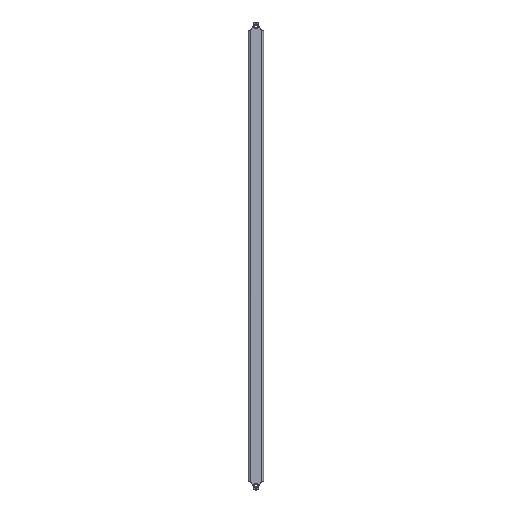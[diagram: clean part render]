
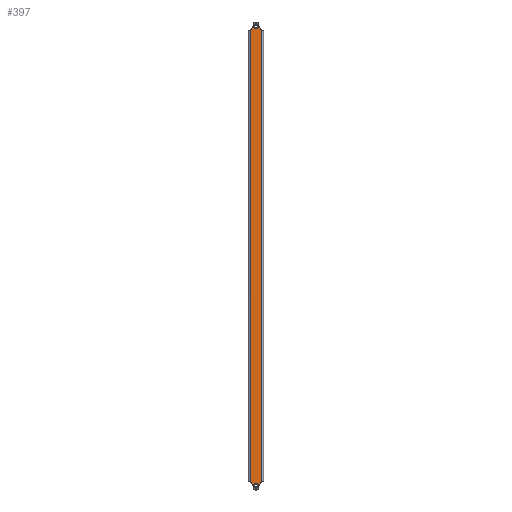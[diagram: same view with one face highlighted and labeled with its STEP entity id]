
A CAD part, left-side view. The second image highlights one B-rep face of the part: STEP entity #397.
In plain terms, the highlighted planar face has unit normal (-1, 0, 0).
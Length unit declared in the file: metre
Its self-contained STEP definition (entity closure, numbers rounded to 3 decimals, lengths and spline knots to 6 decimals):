
#397 = ADVANCED_FACE( '', ( #839, #840, #841 ), #842, .T. );
#839 = FACE_BOUND( '', #1283, .T. );
#840 = FACE_BOUND( '', #1284, .T. );
#841 = FACE_OUTER_BOUND( '', #1285, .T. );
#842 = PLANE( '', #1286 );
#1283 = EDGE_LOOP( '', ( #2401 ) );
#1284 = EDGE_LOOP( '', ( #2402 ) );
#1285 = EDGE_LOOP( '', ( #2403, #2404, #2405, #2406, #2407, #2408, #2409, #2410, #2411, #2412, #2413, #2414, #2415, #2416, #2417, #2418 ) );
#1286 = AXIS2_PLACEMENT_3D( '', #2419, #2420, #2421 );
#2401 = ORIENTED_EDGE( '', *, *, #2762, .T. );
#2402 = ORIENTED_EDGE( '', *, *, #2922, .F. );
#2403 = ORIENTED_EDGE( '', *, *, #2925, .T. );
#2404 = ORIENTED_EDGE( '', *, *, #2486, .T. );
#2405 = ORIENTED_EDGE( '', *, *, #2599, .F. );
#2406 = ORIENTED_EDGE( '', *, *, #2623, .F. );
#2407 = ORIENTED_EDGE( '', *, *, #2500, .T. );
#2408 = ORIENTED_EDGE( '', *, *, #2846, .F. );
#2409 = ORIENTED_EDGE( '', *, *, #2768, .T. );
#2410 = ORIENTED_EDGE( '', *, *, #2897, .T. );
#2411 = ORIENTED_EDGE( '', *, *, #2679, .T. );
#2412 = ORIENTED_EDGE( '', *, *, #2647, .T. );
#2413 = ORIENTED_EDGE( '', *, *, #2801, .F. );
#2414 = ORIENTED_EDGE( '', *, *, #2913, .T. );
#2415 = ORIENTED_EDGE( '', *, *, #2775, .F. );
#2416 = ORIENTED_EDGE( '', *, *, #2724, .T. );
#2417 = ORIENTED_EDGE( '', *, *, #2848, .T. );
#2418 = ORIENTED_EDGE( '', *, *, #2654, .T. );
#2419 = CARTESIAN_POINT( '', ( -0.125749, -2.55602, 0.366259 ) );
#2420 = DIRECTION( '', ( -1., 0., 0. ) );
#2421 = DIRECTION( '', ( 0., 0., 1. ) );
#2486 = EDGE_CURVE( '', #2949, #2947, #2950, .F. );
#2500 = EDGE_CURVE( '', #2974, #2972, #2975, .T. );
#2599 = EDGE_CURVE( '', #3148, #2947, #3149, .F. );
#2623 = EDGE_CURVE( '', #2974, #3148, #3186, .F. );
#2647 = EDGE_CURVE( '', #3226, #3224, #3227, .F. );
#2654 = EDGE_CURVE( '', #3239, #3237, #3240, .F. );
#2679 = EDGE_CURVE( '', #3274, #3226, #3275, .T. );
#2724 = EDGE_CURVE( '', #3348, #3346, #3349, .F. );
#2762 = EDGE_CURVE( '', #3405, #3405, #3406, .T. );
#2768 = EDGE_CURVE( '', #3413, #3411, #3414, .T. );
#2775 = EDGE_CURVE( '', #3348, #3423, #3424, .T. );
#2801 = EDGE_CURVE( '', #3459, #3224, #3460, .T. );
#2846 = EDGE_CURVE( '', #3413, #2972, #3521, .F. );
#2848 = EDGE_CURVE( '', #3346, #3239, #3523, .F. );
#2897 = EDGE_CURVE( '', #3411, #3274, #3584, .F. );
#2913 = EDGE_CURVE( '', #3459, #3423, #3600, .F. );
#2922 = EDGE_CURVE( '', #3609, #3609, #3610, .T. );
#2925 = EDGE_CURVE( '', #3237, #2949, #3613, .F. );
#2947 = VERTEX_POINT( '', #3639 );
#2949 = VERTEX_POINT( '', #3642 );
#2950 = CIRCLE( '', #3643, 0.00508 );
#2972 = VERTEX_POINT( '', #3678 );
#2974 = VERTEX_POINT( '', #3681 );
#2975 = LINE( '', #3682, #3683 );
#3148 = VERTEX_POINT( '', #3929 );
#3149 = LINE( '', #3930, #3931 );
#3186 = CIRCLE( '', #4004, 0.00762 );
#3224 = VERTEX_POINT( '', #4051 );
#3226 = VERTEX_POINT( '', #4054 );
#3227 = CIRCLE( '', #4055, 0.00508 );
#3237 = VERTEX_POINT( '', #4076 );
#3239 = VERTEX_POINT( '', #4087 );
#3240 = CIRCLE( '', #4088, 0.00508 );
#3274 = VERTEX_POINT( '', #4131 );
#3275 = LINE( '', #4132, #4133 );
#3346 = VERTEX_POINT( '', #4232 );
#3348 = VERTEX_POINT( '', #4235 );
#3349 = CIRCLE( '', #4236, 0.00762 );
#3405 = VERTEX_POINT( '', #4318 );
#3406 = CIRCLE( '', #4319, 0.00762 );
#3411 = VERTEX_POINT( '', #4325 );
#3413 = VERTEX_POINT( '', #4328 );
#3414 = LINE( '', #4329, #4330 );
#3423 = VERTEX_POINT( '', #4343 );
#3424 = LINE( '', #4344, #4345 );
#3459 = VERTEX_POINT( '', #4406 );
#3460 = LINE( '', #4407, #4408 );
#3521 = CIRCLE( '', #4493, 0.00762 );
#3523 = LINE( '', #4495, #4496 );
#3584 = CIRCLE( '', #4577, 0.00508 );
#3600 = CIRCLE( '', #4598, 0.00762 );
#3609 = VERTEX_POINT( '', #4616 );
#3610 = CIRCLE( '', #4617, 0.00762 );
#3613 = LINE( '', #4620, #4621 );
#3639 = CARTESIAN_POINT( '', ( -0.125749, -2.530331, 0.401225 ) );
#3642 = CARTESIAN_POINT( '', ( -0.125749, -2.529032, 0.403061 ) );
#3643 = AXIS2_PLACEMENT_3D( '', #4638, #4639, #4640 );
#3678 = CARTESIAN_POINT( '', ( -0.125749, -2.54517, 0.378961 ) );
#3681 = CARTESIAN_POINT( '', ( -0.125749, -2.544645, 0.378961 ) );
#3682 = CARTESIAN_POINT( '', ( -0.125749, -2.55602, 0.378961 ) );
#3683 = VECTOR( '', #4658, 1. );
#3929 = CARTESIAN_POINT( '', ( -0.125749, -2.537605, 0.383665 ) );
#3930 = CARTESIAN_POINT( '', ( -0.125749, -2.541965, 0.37314 ) );
#3931 = VECTOR( '', #4804, 1. );
#4004 = AXIS2_PLACEMENT_3D( '', #4835, #4836, #4837 );
#4051 = CARTESIAN_POINT( '', ( -0.125749, -2.559483, 1.728297 ) );
#4054 = CARTESIAN_POINT( '', ( -0.125749, -2.560782, 1.726462 ) );
#4055 = AXIS2_PLACEMENT_3D( '', #4869, #4870, #4871 );
#4076 = CARTESIAN_POINT( '', ( -0.125749, -2.529032, 1.726462 ) );
#4087 = CARTESIAN_POINT( '', ( -0.125749, -2.530331, 1.728297 ) );
#4088 = AXIS2_PLACEMENT_3D( '', #4877, #4878, #4879 );
#4131 = CARTESIAN_POINT( '', ( -0.125749, -2.560782, 0.403061 ) );
#4132 = CARTESIAN_POINT( '', ( -0.125749, -2.560782, 1.725161 ) );
#4133 = VECTOR( '', #4910, 1. );
#4232 = CARTESIAN_POINT( '', ( -0.125749, -2.537605, 1.745857 ) );
#4235 = CARTESIAN_POINT( '', ( -0.125749, -2.544645, 1.750561 ) );
#4236 = AXIS2_PLACEMENT_3D( '', #4970, #4971, #4972 );
#4318 = CARTESIAN_POINT( '', ( -0.125749, -2.544907, 0.384041 ) );
#4319 = AXIS2_PLACEMENT_3D( '', #5020, #5021, #5022 );
#4325 = CARTESIAN_POINT( '', ( -0.125749, -2.559483, 0.401225 ) );
#4328 = CARTESIAN_POINT( '', ( -0.125749, -2.55221, 0.383665 ) );
#4329 = CARTESIAN_POINT( '', ( -0.125749, -2.551104, 0.380997 ) );
#4330 = VECTOR( '', #5028, 1. );
#4343 = CARTESIAN_POINT( '', ( -0.125749, -2.54517, 1.750561 ) );
#4344 = CARTESIAN_POINT( '', ( -0.125749, -2.55602, 1.750561 ) );
#4345 = VECTOR( '', #5033, 1. );
#4406 = CARTESIAN_POINT( '', ( -0.125749, -2.55221, 1.745857 ) );
#4407 = CARTESIAN_POINT( '', ( -0.125749, -2.551104, 1.748525 ) );
#4408 = VECTOR( '', #5063, 1. );
#4493 = AXIS2_PLACEMENT_3D( '', #5121, #5122, #5123 );
#4495 = CARTESIAN_POINT( '', ( -0.125749, -2.541965, 1.756383 ) );
#4496 = VECTOR( '', #5124, 1. );
#4577 = AXIS2_PLACEMENT_3D( '', #5199, #5200, #5201 );
#4598 = AXIS2_PLACEMENT_3D( '', #5207, #5208, #5209 );
#4616 = CARTESIAN_POINT( '', ( -0.125749, -2.544907, 1.745481 ) );
#4617 = AXIS2_PLACEMENT_3D( '', #5210, #5211, #5212 );
#4620 = CARTESIAN_POINT( '', ( -0.125749, -2.529032, 0.366259 ) );
#4621 = VECTOR( '', #5213, 1. );
#4638 = CARTESIAN_POINT( '', ( -0.125749, -2.525638, 0.399281 ) );
#4639 = DIRECTION( '', ( -1., 0., 0. ) );
#4640 = DIRECTION( '', ( 0., 0., 1. ) );
#4658 = DIRECTION( '', ( 0., -1., 0. ) );
#4804 = DIRECTION( '', ( 0., -0.383, -0.924 ) );
#4835 = CARTESIAN_POINT( '', ( -0.125749, -2.544645, 0.386581 ) );
#4836 = DIRECTION( '', ( -1., 0., 0. ) );
#4837 = DIRECTION( '', ( 0., 0., 1. ) );
#4869 = CARTESIAN_POINT( '', ( -0.125749, -2.564177, 1.730241 ) );
#4870 = DIRECTION( '', ( -1., 0., 0. ) );
#4871 = DIRECTION( '', ( 0., 0., 1. ) );
#4877 = CARTESIAN_POINT( '', ( -0.125749, -2.525638, 1.730241 ) );
#4878 = DIRECTION( '', ( -1., 0., 0. ) );
#4879 = DIRECTION( '', ( 0., 0., 1. ) );
#4910 = DIRECTION( '', ( 0., 0., 1. ) );
#4970 = CARTESIAN_POINT( '', ( -0.125749, -2.544645, 1.742941 ) );
#4971 = DIRECTION( '', ( 1., 0., 0. ) );
#4972 = DIRECTION( '', ( 0., 0., -1. ) );
#5020 = CARTESIAN_POINT( '', ( -0.125749, -2.544907, 0.391661 ) );
#5021 = DIRECTION( '', ( 1., 0., 0. ) );
#5022 = DIRECTION( '', ( 0., 0., -1. ) );
#5028 = DIRECTION( '', ( 0., -0.383, 0.924 ) );
#5033 = DIRECTION( '', ( 0., -1., 0. ) );
#5063 = DIRECTION( '', ( 0., -0.383, -0.924 ) );
#5121 = CARTESIAN_POINT( '', ( -0.125749, -2.54517, 0.386581 ) );
#5122 = DIRECTION( '', ( -1., 0., 0. ) );
#5123 = DIRECTION( '', ( 0., 0., 1. ) );
#5124 = DIRECTION( '', ( 0., -0.383, 0.924 ) );
#5199 = CARTESIAN_POINT( '', ( -0.125749, -2.564177, 0.399281 ) );
#5200 = DIRECTION( '', ( -1., 0., 0. ) );
#5201 = DIRECTION( '', ( 0., 0., 1. ) );
#5207 = CARTESIAN_POINT( '', ( -0.125749, -2.54517, 1.742941 ) );
#5208 = DIRECTION( '', ( 1., 0., 0. ) );
#5209 = DIRECTION( '', ( 0., 0., -1. ) );
#5210 = CARTESIAN_POINT( '', ( -0.125749, -2.544907, 1.737861 ) );
#5211 = DIRECTION( '', ( -1., 0., 0. ) );
#5212 = DIRECTION( '', ( 0., 0., 1. ) );
#5213 = DIRECTION( '', ( 0., 0., 1. ) );
